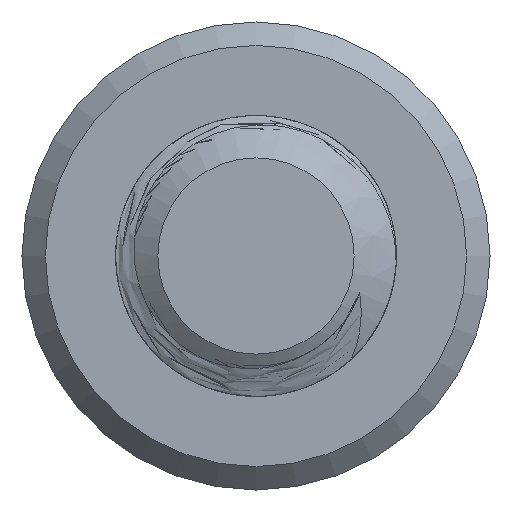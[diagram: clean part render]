
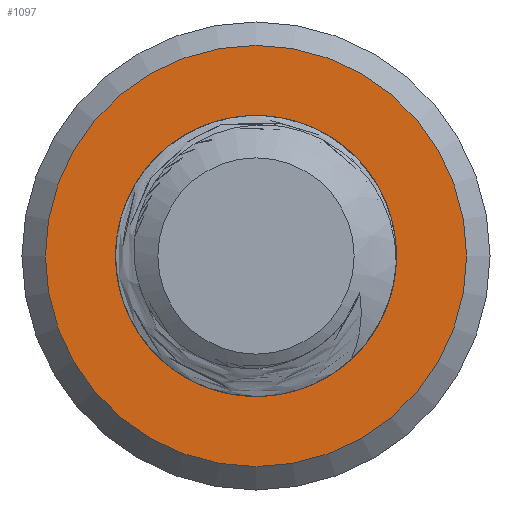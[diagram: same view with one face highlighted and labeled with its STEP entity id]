
A CAD part, left-side view. The second image highlights one B-rep face of the part: STEP entity #1097.
In plain terms, the highlighted face is planar.
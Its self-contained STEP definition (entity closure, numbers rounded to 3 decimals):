
#20=FACE_BOUND('',#165,.T.);
#23=PLANE('',#1190);
#99=FACE_OUTER_BOUND('',#164,.T.);
#164=EDGE_LOOP('',(#958));
#165=EDGE_LOOP('',(#959,#960,#961,#962));
#178=CIRCLE('',#1126,3.);
#182=CIRCLE('',#1170,4.5);
#188=CIRCLE('',#1181,2.35);
#281=B_SPLINE_CURVE_WITH_KNOTS('',3,(#5088,#5089,#5090,#5091,#5092,#5093,
#5094,#5095,#5096,#5097,#5098,#5099,#5100,#5101,#5102,#5103),
 .UNSPECIFIED.,.F.,.F.,(4,2,2,2,2,2,2,4),(0.,0.063,0.123,
0.214,0.337,0.493,0.643,
0.821),.UNSPECIFIED.);
#282=B_SPLINE_CURVE_WITH_KNOTS('',3,(#5658,#5659,#5660,#5661,#5662,#5663,
#5664,#5665,#5666,#5667,#5668,#5669,#5670,#5671,#5672,#5673,#5674,#5675),
 .UNSPECIFIED.,.F.,.F.,(4,2,2,2,2,2,2,2,4),(0.,0.084,0.161,
0.268,0.31,0.377,0.449,
0.51,0.597),.UNSPECIFIED.);
#397=VERTEX_POINT('',#1428);
#398=VERTEX_POINT('',#1441);
#481=VERTEX_POINT('',#4419);
#490=VERTEX_POINT('',#4490);
#491=VERTEX_POINT('',#4503);
#504=EDGE_CURVE('',#397,#398,#178,.T.);
#627=EDGE_CURVE('',#481,#481,#182,.T.);
#641=EDGE_CURVE('',#491,#490,#188,.T.);
#645=EDGE_CURVE('',#490,#398,#281,.T.);
#646=EDGE_CURVE('',#397,#491,#282,.T.);
#958=ORIENTED_EDGE('',*,*,#627,.T.);
#959=ORIENTED_EDGE('',*,*,#504,.F.);
#960=ORIENTED_EDGE('',*,*,#646,.T.);
#961=ORIENTED_EDGE('',*,*,#641,.T.);
#962=ORIENTED_EDGE('',*,*,#645,.T.);
#1097=ADVANCED_FACE('',(#99,#20),#23,.F.);
#1126=AXIS2_PLACEMENT_3D('',#1442,#1211,#1212);
#1170=AXIS2_PLACEMENT_3D('',#4421,#1339,#1340);
#1181=AXIS2_PLACEMENT_3D('',#4504,#1364,#1365);
#1190=AXIS2_PLACEMENT_3D('',#5687,#1382,#1383);
#1211=DIRECTION('center_axis',(0.,0.,1.));
#1212=DIRECTION('ref_axis',(1.,0.,0.));
#1339=DIRECTION('center_axis',(0.,0.,1.));
#1340=DIRECTION('ref_axis',(-1.,0.,0.));
#1364=DIRECTION('center_axis',(0.,0.,-1.));
#1365=DIRECTION('ref_axis',(1.,0.,0.));
#1382=DIRECTION('center_axis',(0.,0.,-1.));
#1383=DIRECTION('ref_axis',(-1.,0.,0.));
#1428=CARTESIAN_POINT('',(0.,3.,-20.));
#1441=CARTESIAN_POINT('',(-2.102,2.141,-20.));
#1442=CARTESIAN_POINT('Origin',(0.,0.,-20.));
#4419=CARTESIAN_POINT('',(4.5,0.,-20.));
#4421=CARTESIAN_POINT('Origin',(0.,0.,-20.));
#4490=CARTESIAN_POINT('',(0.,-2.35,-20.));
#4503=CARTESIAN_POINT('',(1.647,-1.677,-20.));
#4504=CARTESIAN_POINT('Origin',(0.,0.,-20.));
#5088=CARTESIAN_POINT('Ctrl Pts',(0.,-2.35,
-20.));
#5089=CARTESIAN_POINT('Ctrl Pts',(-0.207,-2.373,-20.));
#5090=CARTESIAN_POINT('Ctrl Pts',(-0.417,-2.368,
-20.));
#5091=CARTESIAN_POINT('Ctrl Pts',(-0.822,-2.309,
-20.));
#5092=CARTESIAN_POINT('Ctrl Pts',(-1.016,-2.256,-20.));
#5093=CARTESIAN_POINT('Ctrl Pts',(-1.484,-2.065,-20.));
#5094=CARTESIAN_POINT('Ctrl Pts',(-1.742,-1.898,-20.));
#5095=CARTESIAN_POINT('Ctrl Pts',(-2.262,-1.408,-20.));
#5096=CARTESIAN_POINT('Ctrl Pts',(-2.446,-1.095,-20.));
#5097=CARTESIAN_POINT('Ctrl Pts',(-2.703,-0.516,
-20.));
#5098=CARTESIAN_POINT('Ctrl Pts',(-2.784,-0.168,
-20.));
#5099=CARTESIAN_POINT('Ctrl Pts',(-2.809,0.526,-20.));
#5100=CARTESIAN_POINT('Ctrl Pts',(-2.758,0.864,-20.));
#5101=CARTESIAN_POINT('Ctrl Pts',(-2.517,1.568,-20.));
#5102=CARTESIAN_POINT('Ctrl Pts',(-2.313,1.891,-20.));
#5103=CARTESIAN_POINT('Ctrl Pts',(-2.102,2.141,-20.));
#5658=CARTESIAN_POINT('Ctrl Pts',(0.,3.,
-20.));
#5659=CARTESIAN_POINT('Ctrl Pts',(0.279,2.977,-20.));
#5660=CARTESIAN_POINT('Ctrl Pts',(0.554,2.912,-20.));
#5661=CARTESIAN_POINT('Ctrl Pts',(1.051,2.715,-20.));
#5662=CARTESIAN_POINT('Ctrl Pts',(1.274,2.59,-20.));
#5663=CARTESIAN_POINT('Ctrl Pts',(1.763,2.221,-20.));
#5664=CARTESIAN_POINT('Ctrl Pts',(2.006,1.953,-20.));
#5665=CARTESIAN_POINT('Ctrl Pts',(2.265,1.528,-20.));
#5666=CARTESIAN_POINT('Ctrl Pts',(2.347,1.374,-20.));
#5667=CARTESIAN_POINT('Ctrl Pts',(2.525,0.906,-20.));
#5668=CARTESIAN_POINT('Ctrl Pts',(2.582,0.601,-20.));
#5669=CARTESIAN_POINT('Ctrl Pts',(2.584,-0.034,-20.));
#5670=CARTESIAN_POINT('Ctrl Pts',(2.522,-0.357,-20.));
#5671=CARTESIAN_POINT('Ctrl Pts',(2.298,-0.92,-20.));
#5672=CARTESIAN_POINT('Ctrl Pts',(2.173,-1.109,-20.));
#5673=CARTESIAN_POINT('Ctrl Pts',(1.961,-1.398,-20.));
#5674=CARTESIAN_POINT('Ctrl Pts',(1.813,-1.549,-20.));
#5675=CARTESIAN_POINT('Ctrl Pts',(1.647,-1.677,-20.));
#5687=CARTESIAN_POINT('Origin',(0.,0.,-20.));
